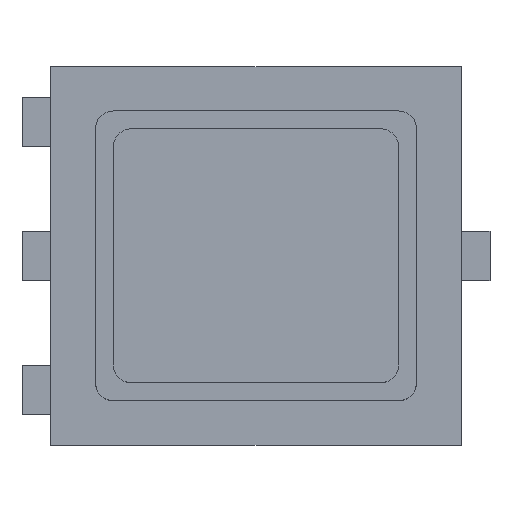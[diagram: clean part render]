
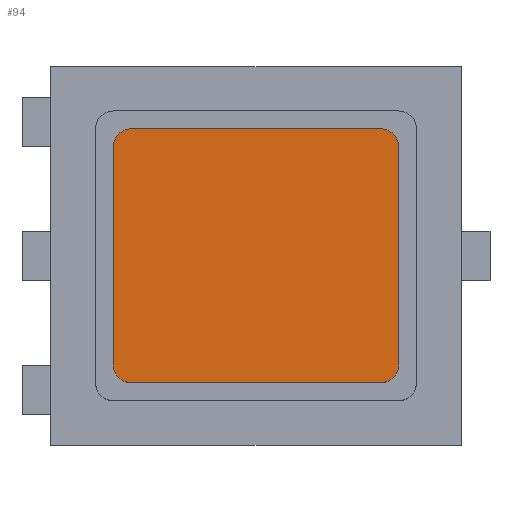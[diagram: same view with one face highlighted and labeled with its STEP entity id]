
A CAD part, top view. The second image highlights one B-rep face of the part: STEP entity #94.
In plain terms, the highlighted planar face has unit normal (0, 0, 1).
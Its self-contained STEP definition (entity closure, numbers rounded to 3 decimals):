
#94=ADVANCED_FACE('',(#734),#736,.T.);
#734=FACE_BOUND('',#735,.T.);
#735=EDGE_LOOP('',(#1230,#1231,#1232,#1233,#1234,#1235,#1236,#1237));
#736=PLANE('',#737);
#737=AXIS2_PLACEMENT_3D('',#738,#739,#740);
#738=CARTESIAN_POINT('',(0.,0.,1.7));
#739=DIRECTION('',(0.,0.,1.));
#740=DIRECTION('',(1.,0.,0.));
#1230=ORIENTED_EDGE('',*,*,#1638,.F.);
#1231=ORIENTED_EDGE('',*,*,#1639,.T.);
#1232=ORIENTED_EDGE('',*,*,#1640,.F.);
#1233=ORIENTED_EDGE('',*,*,#1641,.T.);
#1234=ORIENTED_EDGE('',*,*,#1642,.F.);
#1235=ORIENTED_EDGE('',*,*,#1643,.T.);
#1236=ORIENTED_EDGE('',*,*,#1644,.F.);
#1237=ORIENTED_EDGE('',*,*,#1645,.T.);
#1638=EDGE_CURVE('',#1858,#1859,#1860,.F.);
#1639=EDGE_CURVE('',#1858,#1861,#1862,.T.);
#1640=EDGE_CURVE('',#1863,#1861,#1864,.F.);
#1641=EDGE_CURVE('',#1863,#1865,#1866,.T.);
#1642=EDGE_CURVE('',#1867,#1865,#1868,.F.);
#1643=EDGE_CURVE('',#1867,#1869,#1870,.T.);
#1644=EDGE_CURVE('',#1871,#1869,#1872,.F.);
#1645=EDGE_CURVE('',#1871,#1859,#1873,.T.);
#1858=VERTEX_POINT('',#2238);
#1859=VERTEX_POINT('',#2239);
#1860=CIRCLE('',#2240,0.2);
#1861=VERTEX_POINT('',#2244);
#1862=LINE('',#2245,#2246);
#1863=VERTEX_POINT('',#2248);
#1864=CIRCLE('',#2249,0.2);
#1865=VERTEX_POINT('',#2253);
#1866=LINE('',#2254,#2255);
#1867=VERTEX_POINT('',#2257);
#1868=CIRCLE('',#2258,0.2);
#1869=VERTEX_POINT('',#2262);
#1870=LINE('',#2263,#2264);
#1871=VERTEX_POINT('',#2266);
#1872=CIRCLE('',#2267,0.2);
#1873=LINE('',#2271,#2272);
#2238=CARTESIAN_POINT('',(3.9,0.9,1.7));
#2239=CARTESIAN_POINT('',(3.7,0.7,1.7));
#2240=AXIS2_PLACEMENT_3D('',#2241,#2242,#2243);
#2241=CARTESIAN_POINT('',(3.7,0.9,1.7));
#2242=DIRECTION('',(0.,0.,1.));
#2243=DIRECTION('',(0.,-1.,0.));
#2244=CARTESIAN_POINT('',(3.9,3.35,1.7));
#2245=CARTESIAN_POINT('',(3.9,0.9,1.7));
#2246=VECTOR('',#2247,1.);
#2247=DIRECTION('',(0.,1.,0.));
#2248=CARTESIAN_POINT('',(3.7,3.55,1.7));
#2249=AXIS2_PLACEMENT_3D('',#2250,#2251,#2252);
#2250=CARTESIAN_POINT('',(3.7,3.35,1.7));
#2251=DIRECTION('',(0.,0.,1.));
#2252=DIRECTION('',(1.,0.,0.));
#2253=CARTESIAN_POINT('',(0.9,3.55,1.7));
#2254=CARTESIAN_POINT('',(3.7,3.55,1.7));
#2255=VECTOR('',#2256,1.);
#2256=DIRECTION('',(-1.,0.,0.));
#2257=CARTESIAN_POINT('',(0.7,3.35,1.7));
#2258=AXIS2_PLACEMENT_3D('',#2259,#2260,#2261);
#2259=CARTESIAN_POINT('',(0.9,3.35,1.7));
#2260=DIRECTION('',(0.,0.,1.));
#2261=DIRECTION('',(0.,1.,0.));
#2262=CARTESIAN_POINT('',(0.7,0.9,1.7));
#2263=CARTESIAN_POINT('',(0.7,3.35,1.7));
#2264=VECTOR('',#2265,1.);
#2265=DIRECTION('',(0.,-1.,0.));
#2266=CARTESIAN_POINT('',(0.9,0.7,1.7));
#2267=AXIS2_PLACEMENT_3D('',#2268,#2269,#2270);
#2268=CARTESIAN_POINT('',(0.9,0.9,1.7));
#2269=DIRECTION('',(0.,0.,1.));
#2270=DIRECTION('',(-1.,0.,0.));
#2271=CARTESIAN_POINT('',(0.9,0.7,1.7));
#2272=VECTOR('',#2273,1.);
#2273=DIRECTION('',(1.,0.,0.));
